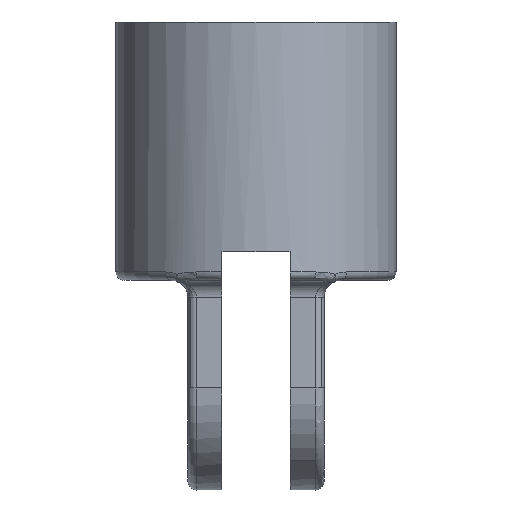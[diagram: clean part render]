
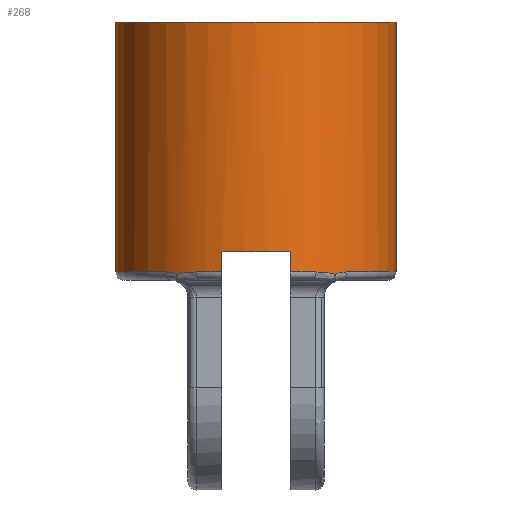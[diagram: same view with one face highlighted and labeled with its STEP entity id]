
A CAD part, front view. The second image highlights one B-rep face of the part: STEP entity #268.
In plain terms, the highlighted cylindrical face has radius 26.162 mm (diameter 52.324 mm), a partial arc.
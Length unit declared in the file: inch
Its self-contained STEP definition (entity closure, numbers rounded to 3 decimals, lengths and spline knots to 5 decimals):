
#131=CARTESIAN_POINT('',(0.0,0.0,0.0));
#132=DIRECTION('',(0.0,0.0,1.0));
#133=DIRECTION('',(-1.0,0.0,0.0));
#134=AXIS2_PLACEMENT_3D('',#131,#132,#133);
#135=CYLINDRICAL_SURFACE('',#134,1.03);
#136=CARTESIAN_POINT('',(-1.03,0.,0.0625));
#137=VERTEX_POINT('',#136);
#138=CARTESIAN_POINT('',(-1.03,0.,1.9));
#139=VERTEX_POINT('',#138);
#140=CARTESIAN_POINT('',(-1.03,0.,0.0625));
#141=DIRECTION('',(0.0,0.0,1.0));
#142=VECTOR('',#141,1.8375);
#143=LINE('',#140,#142);
#144=EDGE_CURVE('',#137,#139,#143,.T.);
#145=ORIENTED_EDGE('',*,*,#144,.F.);
#146=CARTESIAN_POINT('',(-0.66537,-0.78624,0.0625));
#147=VERTEX_POINT('',#146);
#148=CARTESIAN_POINT('',(0.0,0.0,0.0625));
#149=DIRECTION('',(0.0,0.0,-1.0));
#150=DIRECTION('',(-1.0,0.0,0.0));
#151=AXIS2_PLACEMENT_3D('',#148,#149,#150);
#152=CIRCLE('',#151,1.03);
#153=EDGE_CURVE('',#147,#137,#152,.T.);
#154=ORIENTED_EDGE('',*,*,#153,.F.);
#155=CARTESIAN_POINT('',(-0.58298,-0.84913,0.04578));
#156=VERTEX_POINT('',#155);
#157=CARTESIAN_POINT('',(-0.66537,-0.78624,0.0625));
#158=CARTESIAN_POINT('',(-0.64693,-0.80185,0.0625));
#159=CARTESIAN_POINT('',(-0.62789,-0.81683,0.0601));
#160=CARTESIAN_POINT('',(-0.60018,-0.83713,0.05242));
#161=CARTESIAN_POINT('',(-0.5915,-0.84328,0.04941));
#162=CARTESIAN_POINT('',(-0.58293,-0.84916,0.04576));
#163=B_SPLINE_CURVE_WITH_KNOTS('',3,(#157,#158,#159,#160,#161,#162),.UNSPECIFIED.,.F.,.U.,(4,2,4),(0.0,0.17293,0.252),.UNSPECIFIED.);
#164=EDGE_CURVE('',#156,#147,#163,.F.);
#165=ORIENTED_EDGE('',*,*,#164,.F.);
#166=CARTESIAN_POINT('',(-0.4395,-0.93153,0.0625));
#167=VERTEX_POINT('',#166);
#168=CARTESIAN_POINT('',(-0.58299,-0.84913,0.04578));
#169=CARTESIAN_POINT('',(-0.56279,-0.863,0.05169));
#170=CARTESIAN_POINT('',(-0.54168,-0.87642,0.05563));
#171=CARTESIAN_POINT('',(-0.49394,-0.90434,0.06133));
#172=CARTESIAN_POINT('',(-0.46694,-0.91858,0.0625));
#173=CARTESIAN_POINT('',(-0.4395,-0.93153,0.0625));
#174=B_SPLINE_CURVE_WITH_KNOTS('',3,(#168,#169,#170,#171,#172,#173),.UNSPECIFIED.,.F.,.U.,(4,2,4),(0.82584,1.00645,1.22365),.UNSPECIFIED.);
#175=EDGE_CURVE('',#167,#156,#174,.F.);
#176=ORIENTED_EDGE('',*,*,#175,.F.);
#177=CARTESIAN_POINT('',(-0.25,-0.9992,0.0625));
#178=VERTEX_POINT('',#177);
#179=CARTESIAN_POINT('',(0.0,0.0,0.0625));
#180=DIRECTION('',(0.0,0.0,-1.));
#181=DIRECTION('',(-0.39,-0.921,0.0));
#182=AXIS2_PLACEMENT_3D('',#179,#180,#181);
#183=CIRCLE('',#182,1.03);
#184=EDGE_CURVE('',#178,#167,#183,.T.);
#185=ORIENTED_EDGE('',*,*,#184,.F.);
#186=CARTESIAN_POINT('',(-0.25,-0.9992,0.21));
#187=VERTEX_POINT('',#186);
#188=CARTESIAN_POINT('',(-0.25,-0.9992,0.0625));
#189=DIRECTION('',(0.0,0.0,1.0));
#190=VECTOR('',#189,0.1475);
#191=LINE('',#188,#190);
#192=EDGE_CURVE('',#178,#187,#191,.T.);
#193=ORIENTED_EDGE('',*,*,#192,.T.);
#194=CARTESIAN_POINT('',(0.25,-0.9992,0.21));
#195=VERTEX_POINT('',#194);
#196=CARTESIAN_POINT('',(0.0,0.0,0.21));
#197=DIRECTION('',(0.0,0.0,1.0));
#198=DIRECTION('',(-1.0,0.0,0.0));
#199=AXIS2_PLACEMENT_3D('',#196,#197,#198);
#200=CIRCLE('',#199,1.03);
#201=EDGE_CURVE('',#187,#195,#200,.T.);
#202=ORIENTED_EDGE('',*,*,#201,.T.);
#203=CARTESIAN_POINT('',(0.25,-0.9992,0.0625));
#204=VERTEX_POINT('',#203);
#205=CARTESIAN_POINT('',(0.25,-0.9992,0.21));
#206=DIRECTION('',(0.0,0.0,-1.0));
#207=VECTOR('',#206,0.1475);
#208=LINE('',#205,#207);
#209=EDGE_CURVE('',#195,#204,#208,.T.);
#210=ORIENTED_EDGE('',*,*,#209,.T.);
#211=CARTESIAN_POINT('',(0.4395,-0.93153,0.0625));
#212=VERTEX_POINT('',#211);
#213=CARTESIAN_POINT('',(0.0,0.0,0.0625));
#214=DIRECTION('',(0.0,0.0,-1.0));
#215=DIRECTION('',(0.39,-0.921,0.0));
#216=AXIS2_PLACEMENT_3D('',#213,#214,#215);
#217=CIRCLE('',#216,1.03);
#218=EDGE_CURVE('',#212,#204,#217,.T.);
#219=ORIENTED_EDGE('',*,*,#218,.F.);
#220=CARTESIAN_POINT('',(0.58298,-0.84913,0.04578));
#221=VERTEX_POINT('',#220);
#222=CARTESIAN_POINT('',(0.58298,-0.84913,0.04578));
#223=CARTESIAN_POINT('',(0.56297,-0.86287,0.05163));
#224=CARTESIAN_POINT('',(0.54196,-0.87624,0.05558));
#225=CARTESIAN_POINT('',(0.49409,-0.90427,0.06133));
#226=CARTESIAN_POINT('',(0.46691,-0.9186,0.0625));
#227=CARTESIAN_POINT('',(0.4395,-0.93153,0.0625));
#228=B_SPLINE_CURVE_WITH_KNOTS('',3,(#222,#223,#224,#225,#226,#227),.UNSPECIFIED.,.F.,.U.,(4,2,4),(0.82599,1.00507,1.22197),.UNSPECIFIED.);
#229=EDGE_CURVE('',#221,#212,#228,.T.);
#230=ORIENTED_EDGE('',*,*,#229,.F.);
#231=CARTESIAN_POINT('',(0.66537,-0.78624,0.0625));
#232=VERTEX_POINT('',#231);
#233=CARTESIAN_POINT('',(0.66537,-0.78624,0.0625));
#234=CARTESIAN_POINT('',(0.64696,-0.80182,0.0625));
#235=CARTESIAN_POINT('',(0.62769,-0.81698,0.06007));
#236=CARTESIAN_POINT('',(0.59999,-0.83727,0.05236));
#237=CARTESIAN_POINT('',(0.59141,-0.84335,0.04937));
#238=CARTESIAN_POINT('',(0.58295,-0.84915,0.04577));
#239=B_SPLINE_CURVE_WITH_KNOTS('',3,(#233,#234,#235,#236,#237,#238),.UNSPECIFIED.,.F.,.U.,(4,2,4),(0.0,0.17264,0.25068),.UNSPECIFIED.);
#240=EDGE_CURVE('',#232,#221,#239,.T.);
#241=ORIENTED_EDGE('',*,*,#240,.F.);
#242=CARTESIAN_POINT('',(1.03,0.,0.0625));
#243=VERTEX_POINT('',#242);
#244=CARTESIAN_POINT('',(0.0,0.0,0.0625));
#245=DIRECTION('',(0.0,0.0,-1.0));
#246=DIRECTION('',(1.0,0.0,0.0));
#247=AXIS2_PLACEMENT_3D('',#244,#245,#246);
#248=CIRCLE('',#247,1.03);
#249=EDGE_CURVE('',#243,#232,#248,.T.);
#250=ORIENTED_EDGE('',*,*,#249,.F.);
#251=CARTESIAN_POINT('',(1.03,0.,1.9));
#252=VERTEX_POINT('',#251);
#253=CARTESIAN_POINT('',(1.03,0.,1.9));
#254=DIRECTION('',(0.0,0.0,-1.0));
#255=VECTOR('',#254,1.8375);
#256=LINE('',#253,#255);
#257=EDGE_CURVE('',#252,#243,#256,.T.);
#258=ORIENTED_EDGE('',*,*,#257,.F.);
#259=CARTESIAN_POINT('',(0.0,0.0,1.9));
#260=DIRECTION('',(0.0,0.0,-1.0));
#261=DIRECTION('',(-1.0,0.0,0.0));
#262=AXIS2_PLACEMENT_3D('',#259,#260,#261);
#263=CIRCLE('',#262,1.03);
#264=EDGE_CURVE('',#252,#139,#263,.T.);
#265=ORIENTED_EDGE('',*,*,#264,.T.);
#266=EDGE_LOOP('',(#145,#154,#165,#176,#185,#193,#202,#210,#219,#230,#241,#250,#258,#265));
#267=FACE_OUTER_BOUND('',#266,.T.);
#268=ADVANCED_FACE('',(#267),#135,.T.);
